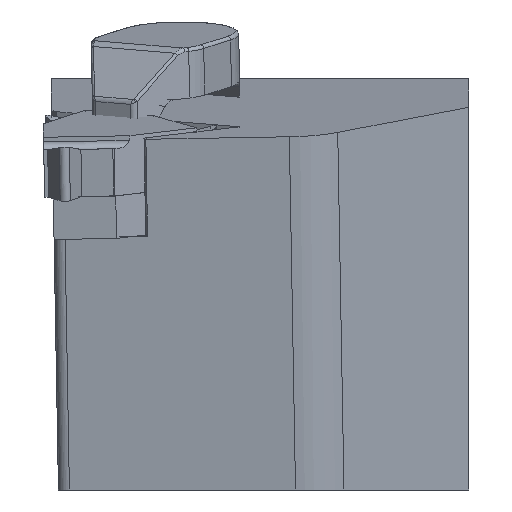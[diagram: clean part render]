
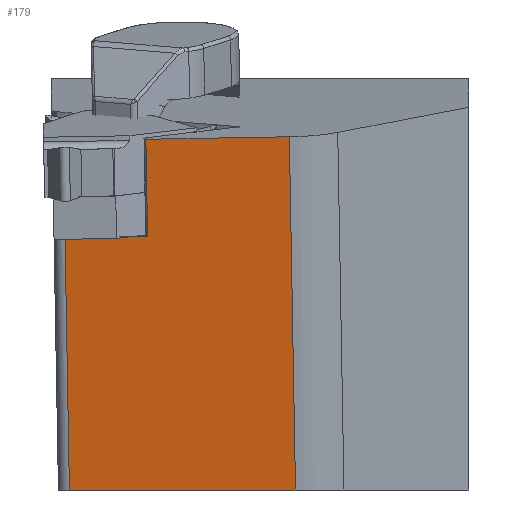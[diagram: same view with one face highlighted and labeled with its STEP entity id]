
A CAD part, left-side view. The second image highlights one B-rep face of the part: STEP entity #179.
In plain terms, the highlighted planar face has unit normal (-0.985, -0.003, -0.174).
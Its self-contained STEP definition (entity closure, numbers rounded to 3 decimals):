
#179=ADVANCED_FACE('',(#335),#249,.T.);
#249=PLANE('',#1955);
#335=FACE_OUTER_BOUND('',#434,.T.);
#434=EDGE_LOOP('',(#816,#817,#818,#819,#820,#821,#822));
#816=ORIENTED_EDGE('',*,*,#1376,.F.);
#817=ORIENTED_EDGE('',*,*,#1243,.T.);
#818=ORIENTED_EDGE('',*,*,#1220,.T.);
#819=ORIENTED_EDGE('',*,*,#1363,.F.);
#820=ORIENTED_EDGE('',*,*,#1369,.F.);
#821=ORIENTED_EDGE('',*,*,#1377,.T.);
#822=ORIENTED_EDGE('',*,*,#1342,.F.);
#1052=VERTEX_POINT('',#2550);
#1054=VERTEX_POINT('',#2553);
#1069=VERTEX_POINT('',#2598);
#1129=VERTEX_POINT('',#2878);
#1130=VERTEX_POINT('',#2880);
#1144=VERTEX_POINT('',#2918);
#1148=VERTEX_POINT('',#2929);
#1220=EDGE_CURVE('',#1054,#1052,#1480,.T.);
#1243=EDGE_CURVE('',#1069,#1054,#1502,.T.);
#1342=EDGE_CURVE('',#1129,#1130,#1550,.T.);
#1363=EDGE_CURVE('',#1144,#1052,#1569,.T.);
#1369=EDGE_CURVE('',#1148,#1144,#1574,.T.);
#1376=EDGE_CURVE('',#1069,#1129,#1581,.T.);
#1377=EDGE_CURVE('',#1148,#1130,#1582,.T.);
#1480=LINE('',#2552,#1667);
#1502=LINE('',#2597,#1689);
#1550=LINE('',#2879,#1737);
#1569=LINE('',#2919,#1756);
#1574=LINE('',#2930,#1761);
#1581=LINE('',#2945,#1768);
#1582=LINE('',#2946,#1769);
#1667=VECTOR('',#2028,1.);
#1689=VECTOR('',#2066,1.);
#1737=VECTOR('',#2276,1.);
#1756=VECTOR('',#2307,1.);
#1761=VECTOR('',#2316,1.);
#1768=VECTOR('',#2335,1.);
#1769=VECTOR('',#2336,1.);
#1955=AXIS2_PLACEMENT_3D('',#2947,#2337,#2338);
#2028=DIRECTION('',(0.,1.,-0.017));
#2066=DIRECTION('',(0.,1.,-0.017));
#2276=DIRECTION('',(0.,-1.,0.017));
#2307=DIRECTION('',(-0.174,0.017,0.985));
#2316=DIRECTION('',(-0.003,1.,0.));
#2335=DIRECTION('',(-0.174,0.017,0.985));
#2336=DIRECTION('',(-0.174,0.017,0.985));
#2337=DIRECTION('',(-0.985,-0.003,-0.174));
#2338=DIRECTION('',(-0.174,0.,0.985));
#2550=CARTESIAN_POINT('',(-99.492,50.012,3.41));
#2552=CARTESIAN_POINT('',(-99.492,50.012,3.41));
#2553=CARTESIAN_POINT('',(-99.492,45.044,3.497));
#2597=CARTESIAN_POINT('',(-99.492,50.012,3.41));
#2598=CARTESIAN_POINT('',(-99.492,43.989,3.515));
#2878=CARTESIAN_POINT('',(-100.739,44.112,10.585));
#2879=CARTESIAN_POINT('',(-100.739,20.579,10.996));
#2880=CARTESIAN_POINT('',(-100.739,33.647,10.767));
#2918=CARTESIAN_POINT('',(-96.246,49.691,-15.));
#2919=CARTESIAN_POINT('',(-136.084,53.634,210.899));
#2929=CARTESIAN_POINT('',(-96.195,33.197,-15.));
#2930=CARTESIAN_POINT('',(-96.156,20.583,-15.));
#2945=CARTESIAN_POINT('',(-101.765,44.214,16.398));
#2946=CARTESIAN_POINT('',(-136.084,37.145,211.187));
#2947=CARTESIAN_POINT('',(-136.084,53.634,210.899));
